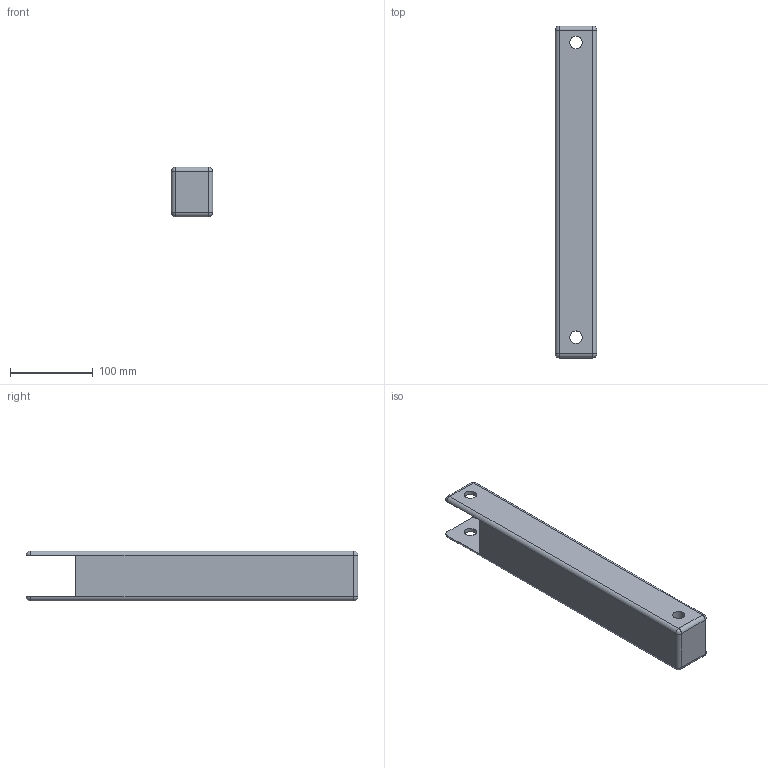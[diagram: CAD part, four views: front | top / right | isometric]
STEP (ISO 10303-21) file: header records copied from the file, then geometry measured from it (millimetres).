
FILE_DESCRIPTION(/* description */ (''),/* implementation_level */ '2;1');
FILE_NAME(/* name */ 'Link_1_ipt_a3c2c0b4.STEP',/* time_stamp */ '2015-12-21T15:32:27-05:00',/* author */ ('Meghav'),/* organization */ (''),/* preprocessor_version */ 'ST-DEVELOPER v15.6',/* originating_system */ 'Autodesk Inventor 2015',/* authorisation */ '');
FILE_SCHEMA (('AUTOMOTIVE_DESIGN { 1 0 10303 214 3 1 1 }'));
Length unit declared in the file: inch
Products named in the file (1): Link_1
Bounding box: 50 x 400 x 60 mm (x, y, z)
Volume: 1027389.2 mm3; surface area: 92025.3 mm2
Topology: 1 solids, 1 shells, 29 faces, 63 edges, 36 vertices
Faces by surface type: cylinder 13, sphere 8, plane 8
Full cylindrical faces by diameter (mm): 15 x3
Entity records: 788 total; most frequent: DIRECTION 148, CARTESIAN_POINT 122, ORIENTED_EDGE 116, AXIS2_PLACEMENT_3D 60, EDGE_CURVE 58, EDGE_LOOP 38, VERTEX_POINT 34, CIRCLE 30
